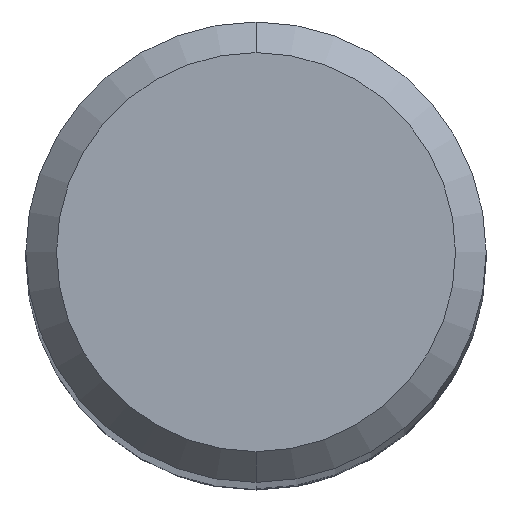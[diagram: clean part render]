
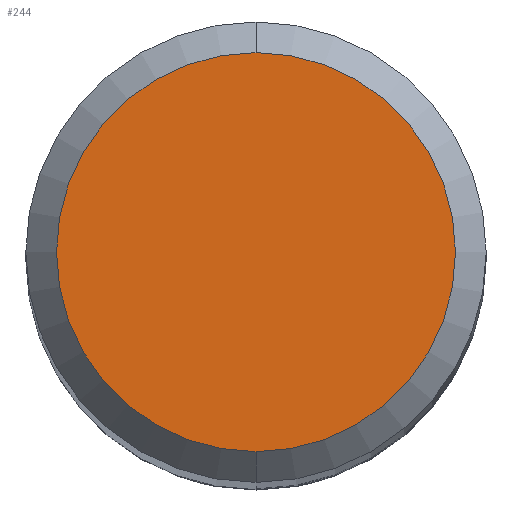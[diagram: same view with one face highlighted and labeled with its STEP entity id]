
A CAD part, top view. The second image highlights one B-rep face of the part: STEP entity #244.
In plain terms, the highlighted planar face has unit normal (0, 0, 1).
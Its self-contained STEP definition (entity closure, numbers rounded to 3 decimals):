
#170=EDGE_CURVE('',#394,#302,#451,.T.);
#244=ADVANCED_FACE('',(#538),#539,.T.);
#302=VERTEX_POINT('',#602);
#338=EDGE_CURVE('',#302,#394,#641,.T.);
#394=VERTEX_POINT('',#702);
#451=CIRCLE('',#755,2.6);
#538=FACE_OUTER_BOUND('',#908,.T.);
#539=PLANE('',#909);
#602=CARTESIAN_POINT('',(0.0,2.6,0.0));
#641=CIRCLE('',#1191,2.6);
#702=CARTESIAN_POINT('',(0.,-2.6,0.0));
#755=AXIS2_PLACEMENT_3D('',#1343,#1344,#1345);
#908=EDGE_LOOP('',(#1466,#1467));
#909=AXIS2_PLACEMENT_3D('',#1468,#1469,#1470);
#1191=AXIS2_PLACEMENT_3D('',#1560,#1561,#1562);
#1343=CARTESIAN_POINT('',(0.0,0.0,0.0));
#1344=DIRECTION('',(0.0,0.0,-1.0));
#1345=DIRECTION('',(0.0,1.0,0.0));
#1466=ORIENTED_EDGE('',*,*,#338,.F.);
#1467=ORIENTED_EDGE('',*,*,#170,.F.);
#1468=CARTESIAN_POINT('',(0.0,1.3,0.0));
#1469=DIRECTION('',(-0.0,0.0,1.0));
#1470=DIRECTION('',(0.0,-1.0,0.0));
#1560=CARTESIAN_POINT('',(0.0,0.0,0.0));
#1561=DIRECTION('',(0.0,0.0,-1.0));
#1562=DIRECTION('',(0.0,1.0,0.0));
